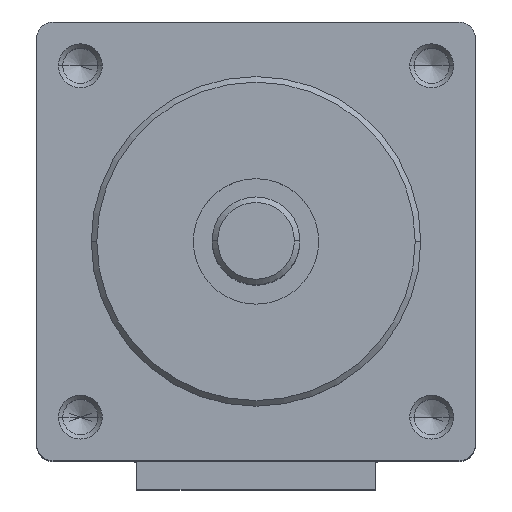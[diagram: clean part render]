
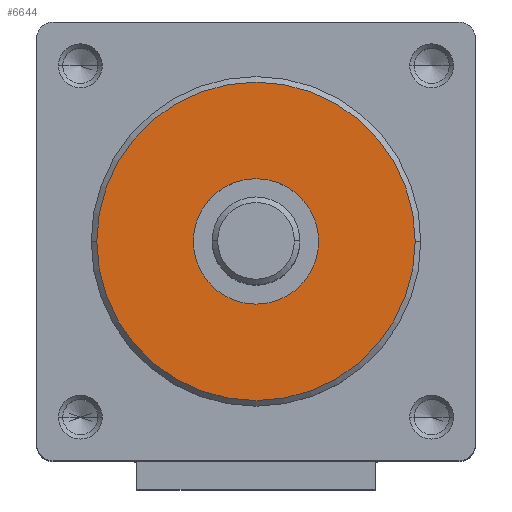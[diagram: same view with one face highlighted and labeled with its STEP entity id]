
A CAD part, top view. The second image highlights one B-rep face of the part: STEP entity #6644.
In plain terms, the highlighted planar face has unit normal (0, 0, 1).
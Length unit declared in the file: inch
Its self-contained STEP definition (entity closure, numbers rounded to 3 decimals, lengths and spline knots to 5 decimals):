
#2103 = DIRECTION ( 'NONE',  ( 1., 0., 0. ) ) ;
#2104 = DIRECTION ( 'NONE',  ( 0., 0., 1. ) ) ;
#2105 = CARTESIAN_POINT ( 'NONE',  ( 0., 0., 0.059 ) ) ;
#2106 = AXIS2_PLACEMENT_3D ( 'NONE', #2105, #2104, #2103 ) ;
#2107 = CIRCLE ( 'NONE', #2106, 0.2855 ) ;
#2116 = CARTESIAN_POINT ( 'NONE',  ( -0.1125, 0., 0.059 ) ) ;
#2152 = CARTESIAN_POINT ( 'NONE',  ( 0.1125, 0., 0.059 ) ) ;
#2157 = CARTESIAN_POINT ( 'NONE',  ( -0.2855, 0., 0.059 ) ) ;
#2285 = CIRCLE ( 'NONE', #2352, 0.1125 ) ;
#2329 = DIRECTION ( 'NONE',  ( 1., 0., 0. ) ) ;
#2330 = DIRECTION ( 'NONE',  ( 0., 0., 1. ) ) ;
#2331 = CARTESIAN_POINT ( 'NONE',  ( 0., 0., 0.059 ) ) ;
#2352 = AXIS2_PLACEMENT_3D ( 'NONE', #2331, #2330, #2329 ) ;
#3698 = EDGE_CURVE ( 'NONE', #5982, #6508, #5613, .T. ) ;
#3703 = EDGE_LOOP ( 'NONE', ( #3716, #3717 ) ) ;
#3713 = ORIENTED_EDGE ( 'NONE', *, *, #3698, .T. ) ;
#3716 = ORIENTED_EDGE ( 'NONE', *, *, #6017, .F. ) ;
#3717 = ORIENTED_EDGE ( 'NONE', *, *, #6646, .F. ) ;
#4068 = CARTESIAN_POINT ( 'NONE',  ( 0.2855, 0., 0.059 ) ) ;
#4367 = AXIS2_PLACEMENT_3D ( 'NONE', #4381, #4380, #4379 ) ;
#4368 = AXIS2_PLACEMENT_3D ( 'NONE', #4388, #4393, #4372 ) ;
#4369 = FACE_BOUND ( 'NONE', #3703, .T. ) ;
#4372 = DIRECTION ( 'NONE',  ( 1., 0., 0. ) ) ;
#4379 = DIRECTION ( 'NONE',  ( 1., 0., 0. ) ) ;
#4380 = DIRECTION ( 'NONE',  ( 0., 0., 1. ) ) ;
#4381 = CARTESIAN_POINT ( 'NONE',  ( 0., 0., 0.059 ) ) ;
#4388 = CARTESIAN_POINT ( 'NONE',  ( 0., 0., 0.059 ) ) ;
#4393 = DIRECTION ( 'NONE',  ( 0., 0., 1. ) ) ;
#4394 = CIRCLE ( 'NONE', #4368, 0.1125 ) ;
#4414 = FACE_OUTER_BOUND ( 'NONE', #6664, .T. ) ;
#4426 = PLANE ( 'NONE',  #4367 ) ;
#5522 = DIRECTION ( 'NONE',  ( 1., 0., 0. ) ) ;
#5608 = DIRECTION ( 'NONE',  ( 0., 0., 1. ) ) ;
#5609 = CARTESIAN_POINT ( 'NONE',  ( 0., 0., 0.059 ) ) ;
#5613 = CIRCLE ( 'NONE', #5617, 0.2855 ) ;
#5617 = AXIS2_PLACEMENT_3D ( 'NONE', #5609, #5608, #5522 ) ;
#5958 = VERTEX_POINT ( 'NONE', #2152 ) ;
#5976 = VERTEX_POINT ( 'NONE', #2116 ) ;
#5978 = EDGE_CURVE ( 'NONE', #6508, #5982, #2107, .T. ) ;
#5982 = VERTEX_POINT ( 'NONE', #2157 ) ;
#6017 = EDGE_CURVE ( 'NONE', #5976, #5958, #2285, .T. ) ;
#6508 = VERTEX_POINT ( 'NONE', #4068 ) ;
#6644 = ADVANCED_FACE ( 'NONE', ( #4414, #4369 ), #4426, .T. ) ;
#6645 = ORIENTED_EDGE ( 'NONE', *, *, #5978, .T. ) ;
#6646 = EDGE_CURVE ( 'NONE', #5958, #5976, #4394, .T. ) ;
#6664 = EDGE_LOOP ( 'NONE', ( #3713, #6645 ) ) ;
